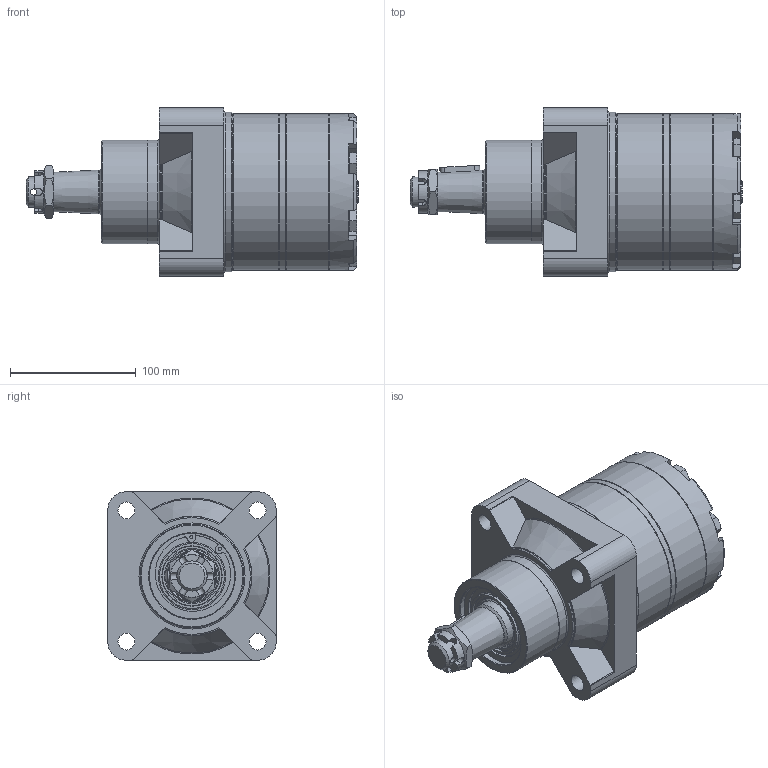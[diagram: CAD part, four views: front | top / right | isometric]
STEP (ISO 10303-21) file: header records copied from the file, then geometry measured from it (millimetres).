
FILE_DESCRIPTION(/* description */ ('STEP AP214'),/* implementation_level */ '2;1');
FILE_NAME(/* name */ 'HW250KB2(EURO)',/* time_stamp */ '2023-02-20T13:48:16+01:00',/* author */ ('License CC BY-ND 4.0'),/* organization */ ('CADENAS'),/* preprocessor_version */ 'ST-DEVELOPER v18.102',/* originating_system */ 'PARTsolutions',/* authorisation */ ' ');
FILE_SCHEMA (('AUTOMOTIVE_DESIGN {1 0 10303 214 3 1 1}'));
Length unit declared in the file: millimetre
Products named in the file (7): HW250KB2(EURO); Hexagon bolt DIN 931-1 M10x500; HWEC; HW250D; HWF; HWKBSH; HWMF
Assembly tree (12 placements, depth 2):
  HW250KB2(EURO)
    Hexagon bolt DIN 931-1 M10x500  x7
    HWEC
    HW250D
    HWF
    HWKBSH
    HWMF
Bounding box: 264.4 x 134 x 134 mm (x, y, z)
Volume: 2331505.3 mm3; surface area: 268934.8 mm2
Topology: 12 solids, 12 shells, 377 faces, 880 edges, 560 vertices
Faces by surface type: plane 169, cylinder 98, cone 85, torus 25
Full cylindrical faces by diameter (mm): 2 x2, 2.5 x2, 5 x1, 10 x7, 10.4 x7, 10.5 x7, 13.5 x4, 16 x7, 18 x1, 18.631 x2, 21 x1, 24 x1, 34 x3, 35 x1, 38.1 x1, 44 x1, 48 x1, 51.6 x1, 65 x1, 68 x1, 68.1 x2, 71 x1, 82.2 x1, 82.5 x1, 125 x4, 127 x1
Entity records: 7531 total; most frequent: CARTESIAN_POINT 1541, DIRECTION 1222, ORIENTED_EDGE 1068, EDGE_CURVE 534, AXIS2_PLACEMENT_3D 504, FACE_BOUND 401, EDGE_LOOP 397, VERTEX_POINT 395
